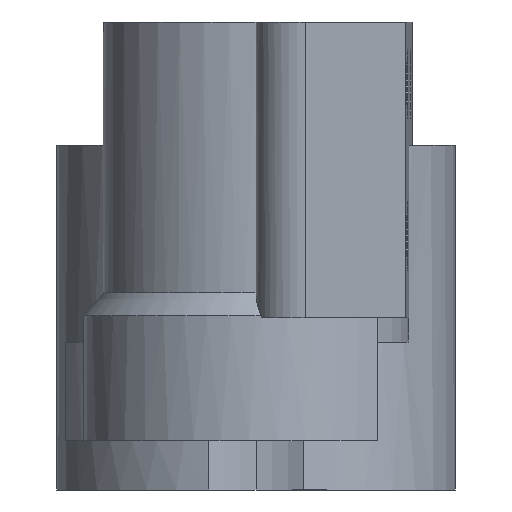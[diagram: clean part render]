
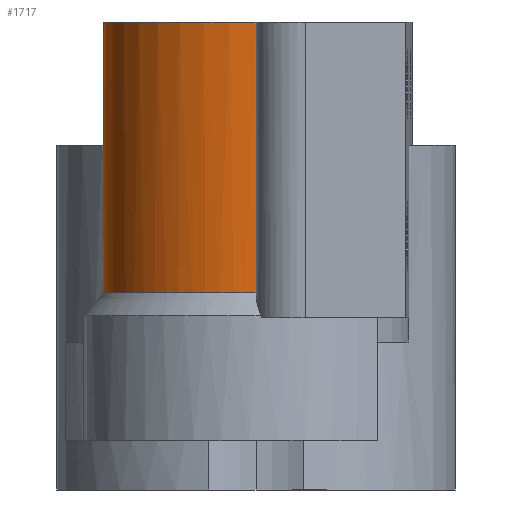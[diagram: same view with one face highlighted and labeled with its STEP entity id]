
A CAD part, left-side view. The second image highlights one B-rep face of the part: STEP entity #1717.
In plain terms, the highlighted cylindrical face has radius 3.1 mm (diameter 6.2 mm), a partial arc.
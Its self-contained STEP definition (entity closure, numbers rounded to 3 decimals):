
#5 = DIRECTION ( 'NONE',  ( 1., 0., 0. ) ) ;
#55 = CARTESIAN_POINT ( 'NONE',  ( -8.9, 0., 4. ) ) ;
#99 = CARTESIAN_POINT ( 'NONE',  ( -8.176, 2.016, 4. ) ) ;
#112 = ORIENTED_EDGE ( 'NONE', *, *, #885, .T. ) ;
#159 = VERTEX_POINT ( 'NONE', #683 ) ;
#181 = DIRECTION ( 'NONE',  ( 0., 0., 1. ) ) ;
#211 = CARTESIAN_POINT ( 'NONE',  ( -5.8, 0., 7. ) ) ;
#228 = CARTESIAN_POINT ( 'NONE',  ( -7.195, 2.786, 4. ) ) ;
#239 = ORIENTED_EDGE ( 'NONE', *, *, #1884, .F. ) ;
#240 = EDGE_CURVE ( 'NONE', #159, #1533, #1109, .T. ) ;
#246 = CARTESIAN_POINT ( 'NONE',  ( -6.304, 3.075, 4. ) ) ;
#263 = CARTESIAN_POINT ( 'NONE',  ( -3.486, 2.062, 7. ) ) ;
#276 = CIRCLE ( 'NONE', #536, 3.1 ) ;
#283 = ORIENTED_EDGE ( 'NONE', *, *, #827, .F. ) ;
#320 = AXIS2_PLACEMENT_3D ( 'NONE', #211, #1818, #1212 ) ;
#360 = DIRECTION ( 'NONE',  ( 0., 0., 1. ) ) ;
#362 = DIRECTION ( 'NONE',  ( 0., 0., -1. ) ) ;
#371 = CARTESIAN_POINT ( 'NONE',  ( -5.8, 0., 9.5 ) ) ;
#396 = CARTESIAN_POINT ( 'NONE',  ( -5.368, 3.085, 4. ) ) ;
#444 = CARTESIAN_POINT ( 'NONE',  ( -2.7, 0., 9.5 ) ) ;
#486 = CARTESIAN_POINT ( 'NONE',  ( -5.8, 0., 7. ) ) ;
#497 = LINE ( 'NONE', #1097, #701 ) ;
#509 = CARTESIAN_POINT ( 'NONE',  ( -8.853, 0.624, 4. ) ) ;
#512 = FACE_OUTER_BOUND ( 'NONE', #789, .T. ) ;
#536 = AXIS2_PLACEMENT_3D ( 'NONE', #486, #181, #5 ) ;
#539 = CARTESIAN_POINT ( 'NONE',  ( -7.96, 2.246, 4. ) ) ;
#549 = EDGE_CURVE ( 'NONE', #807, #1113, #925, .T. ) ;
#563 = CARTESIAN_POINT ( 'NONE',  ( -3.486, 2.062, 5. ) ) ;
#629 = AXIS2_PLACEMENT_3D ( 'NONE', #793, #924, #1363 ) ;
#640 = VECTOR ( 'NONE', #360, 1000. ) ;
#680 = CARTESIAN_POINT ( 'NONE',  ( -5.682, 3.113, 4. ) ) ;
#683 = CARTESIAN_POINT ( 'NONE',  ( -8.9, 0., 4. ) ) ;
#691 = CARTESIAN_POINT ( 'NONE',  ( -6.612, 3.008, 4. ) ) ;
#701 = VECTOR ( 'NONE', #960, 1000. ) ;
#706 = DIRECTION ( 'NONE',  ( 0., 0., 1. ) ) ;
#727 = AXIS2_PLACEMENT_3D ( 'NONE', #371, #362, #964 ) ;
#789 = EDGE_LOOP ( 'NONE', ( #239, #283, #1607, #1812, #1594, #112, #1388 ) ) ;
#793 = CARTESIAN_POINT ( 'NONE',  ( -5.8, 0., 9.5 ) ) ;
#807 = VERTEX_POINT ( 'NONE', #1178 ) ;
#812 = CARTESIAN_POINT ( 'NONE',  ( -3.936, 2.496, 4. ) ) ;
#815 = VECTOR ( 'NONE', #706, 1000. ) ;
#827 = EDGE_CURVE ( 'NONE', #1685, #986, #497, .T. ) ;
#855 = CARTESIAN_POINT ( 'NONE',  ( -8.529, 1.502, 4. ) ) ;
#885 = EDGE_CURVE ( 'NONE', #1618, #159, #1279, .T. ) ;
#924 = DIRECTION ( 'NONE',  ( 0., 0., 1. ) ) ;
#925 = CIRCLE ( 'NONE', #320, 3.1 ) ;
#960 = DIRECTION ( 'NONE',  ( 0., 0., 1. ) ) ;
#964 = DIRECTION ( 'NONE',  ( -1., 0., 0. ) ) ;
#979 = CARTESIAN_POINT ( 'NONE',  ( -4.47, 2.818, 4. ) ) ;
#986 = VERTEX_POINT ( 'NONE', #444 ) ;
#1073 = CARTESIAN_POINT ( 'NONE',  ( -8.9, 0., 9.5 ) ) ;
#1097 = CARTESIAN_POINT ( 'NONE',  ( -2.7, 0., 7. ) ) ;
#1109 = LINE ( 'NONE', #1699, #640 ) ;
#1113 = VERTEX_POINT ( 'NONE', #263 ) ;
#1129 = CARTESIAN_POINT ( 'NONE',  ( -2.7, 0., 7. ) ) ;
#1178 = CARTESIAN_POINT ( 'NONE',  ( -2.954, 1.23, 7. ) ) ;
#1212 = DIRECTION ( 'NONE',  ( 1., 0., 0. ) ) ;
#1279 = B_SPLINE_CURVE_WITH_KNOTS ( 'NONE', 3,
 ( #1544, #1874, #812, #979, #1430, #396, #680, #246, #691, #228, #1729, #539, #99, #855, #1841, #509, #1400, #55 ),
 .UNSPECIFIED., .F., .F.,
 ( 4, 2, 2, 2, 2, 2, 2, 2, 4 ),
 ( 0., 0.094, 0.189, 0.283, 0.377, 0.472, 0.566, 0.66, 0.754 ),
 .UNSPECIFIED. ) ;
#1345 = EDGE_CURVE ( 'NONE', #1618, #1113, #1897, .T. ) ;
#1363 = DIRECTION ( 'NONE',  ( 1., 0., 0. ) ) ;
#1378 = CARTESIAN_POINT ( 'NONE',  ( -3.486, 2.062, 4. ) ) ;
#1388 = ORIENTED_EDGE ( 'NONE', *, *, #240, .T. ) ;
#1400 = CARTESIAN_POINT ( 'NONE',  ( -8.9, 0.312, 4. ) ) ;
#1430 = CARTESIAN_POINT ( 'NONE',  ( -4.762, 2.938, 4. ) ) ;
#1533 = VERTEX_POINT ( 'NONE', #1073 ) ;
#1544 = CARTESIAN_POINT ( 'NONE',  ( -3.486, 2.062, 4. ) ) ;
#1583 = CIRCLE ( 'NONE', #629, 3.1 ) ;
#1594 = ORIENTED_EDGE ( 'NONE', *, *, #1345, .F. ) ;
#1607 = ORIENTED_EDGE ( 'NONE', *, *, #1831, .T. ) ;
#1618 = VERTEX_POINT ( 'NONE', #1378 ) ;
#1685 = VERTEX_POINT ( 'NONE', #1129 ) ;
#1699 = CARTESIAN_POINT ( 'NONE',  ( -8.9, 0., 3.5 ) ) ;
#1701 = CYLINDRICAL_SURFACE ( 'NONE', #727, 3.1 ) ;
#1717 = ADVANCED_FACE ( 'NONE', ( #512 ), #1701, .T. ) ;
#1729 = CARTESIAN_POINT ( 'NONE',  ( -7.469, 2.631, 4. ) ) ;
#1812 = ORIENTED_EDGE ( 'NONE', *, *, #549, .T. ) ;
#1818 = DIRECTION ( 'NONE',  ( 0., 0., 1. ) ) ;
#1831 = EDGE_CURVE ( 'NONE', #1685, #807, #276, .T. ) ;
#1841 = CARTESIAN_POINT ( 'NONE',  ( -8.667, 1.219, 4. ) ) ;
#1874 = CARTESIAN_POINT ( 'NONE',  ( -3.693, 2.295, 4. ) ) ;
#1884 = EDGE_CURVE ( 'NONE', #986, #1533, #1583, .T. ) ;
#1897 = LINE ( 'NONE', #563, #815 ) ;
